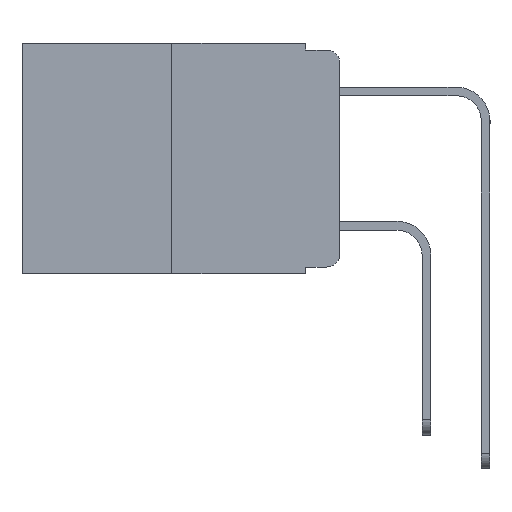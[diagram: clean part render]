
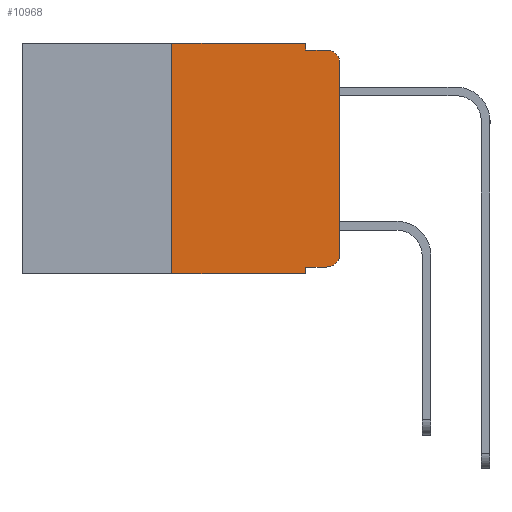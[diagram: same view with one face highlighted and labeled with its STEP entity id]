
A CAD part, left-side view. The second image highlights one B-rep face of the part: STEP entity #10968.
In plain terms, the highlighted planar face has unit normal (-1, 0, 0).
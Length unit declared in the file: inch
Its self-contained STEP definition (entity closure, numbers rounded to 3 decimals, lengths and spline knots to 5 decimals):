
#257 = DIRECTION ( 'NONE',  ( 0., 0., 1. ) ) ;
#483 = CIRCLE ( 'NONE', #5143, 0.02 ) ;
#631 = LINE ( 'NONE', #5763, #14683 ) ;
#793 = DIRECTION ( 'NONE',  ( 0., 0., -1. ) ) ;
#1002 = DIRECTION ( 'NONE',  ( 0., -1., 0. ) ) ;
#1021 = DIRECTION ( 'NONE',  ( 0., 0., -1. ) ) ;
#1059 = FACE_OUTER_BOUND ( 'NONE', #10413, .T. ) ;
#1097 = ORIENTED_EDGE ( 'NONE', *, *, #4629, .T. ) ;
#1100 = VERTEX_POINT ( 'NONE', #4215 ) ;
#1508 = VERTEX_POINT ( 'NONE', #4722 ) ;
#1983 = VERTEX_POINT ( 'NONE', #11391 ) ;
#2220 = VERTEX_POINT ( 'NONE', #11002 ) ;
#2524 = VECTOR ( 'NONE', #1021, 39.37008 ) ;
#2564 = EDGE_CURVE ( 'NONE', #8434, #2220, #16347, .T. ) ;
#2576 = CARTESIAN_POINT ( 'NONE',  ( 0., 0.473, 0. ) ) ;
#2638 = DIRECTION ( 'NONE',  ( 0., 0., -1. ) ) ;
#2684 = AXIS2_PLACEMENT_3D ( 'NONE', #4985, #9159, #793 ) ;
#3186 = LINE ( 'NONE', #10667, #10042 ) ;
#3337 = ORIENTED_EDGE ( 'NONE', *, *, #17218, .F. ) ;
#3610 = ORIENTED_EDGE ( 'NONE', *, *, #10730, .F. ) ;
#4215 = CARTESIAN_POINT ( 'NONE',  ( 0., 0., -0.03 ) ) ;
#4629 = EDGE_CURVE ( 'NONE', #1983, #1508, #14253, .T. ) ;
#4708 = EDGE_CURVE ( 'NONE', #5555, #5931, #13456, .T. ) ;
#4722 = CARTESIAN_POINT ( 'NONE',  ( 0., 0.051, -0.343 ) ) ;
#4985 = CARTESIAN_POINT ( 'NONE',  ( 0., 0.473, 0. ) ) ;
#5143 = AXIS2_PLACEMENT_3D ( 'NONE', #6097, #15329, #7470 ) ;
#5397 = EDGE_CURVE ( 'NONE', #5931, #1100, #10165, .T. ) ;
#5555 = VERTEX_POINT ( 'NONE', #5857 ) ;
#5763 = CARTESIAN_POINT ( 'NONE',  ( 0., 0.051, -0.333 ) ) ;
#5857 = CARTESIAN_POINT ( 'NONE',  ( 0., 0.02, -0.333 ) ) ;
#5903 = VECTOR ( 'NONE', #9448, 39.37008 ) ;
#5910 = CARTESIAN_POINT ( 'NONE',  ( 0., 0.25, 0. ) ) ;
#5931 = VERTEX_POINT ( 'NONE', #15380 ) ;
#6097 = CARTESIAN_POINT ( 'NONE',  ( 0., 0.02, -0.03 ) ) ;
#6227 = CARTESIAN_POINT ( 'NONE',  ( 0., 0., 0. ) ) ;
#6538 = VERTEX_POINT ( 'NONE', #12767 ) ;
#6961 = ORIENTED_EDGE ( 'NONE', *, *, #5397, .T. ) ;
#6986 = VECTOR ( 'NONE', #8111, 39.37008 ) ;
#7252 = VECTOR ( 'NONE', #1002, 39.37008 ) ;
#7470 = DIRECTION ( 'NONE',  ( 0., 0., -1. ) ) ;
#7482 = VECTOR ( 'NONE', #257, 39.37008 ) ;
#8016 = VERTEX_POINT ( 'NONE', #10716 ) ;
#8104 = CARTESIAN_POINT ( 'NONE',  ( 0., 0.051, -0.01 ) ) ;
#8111 = DIRECTION ( 'NONE',  ( 0., -1., 0. ) ) ;
#8434 = VERTEX_POINT ( 'NONE', #8945 ) ;
#8442 = CARTESIAN_POINT ( 'NONE',  ( 0., 0.051, 0. ) ) ;
#8520 = ORIENTED_EDGE ( 'NONE', *, *, #9045, .T. ) ;
#8780 = ORIENTED_EDGE ( 'NONE', *, *, #14722, .T. ) ;
#8945 = CARTESIAN_POINT ( 'NONE',  ( 0., 0.051, 0. ) ) ;
#9045 = EDGE_CURVE ( 'NONE', #1100, #11876, #483, .T. ) ;
#9159 = DIRECTION ( 'NONE',  ( 1., 0., 0. ) ) ;
#9284 = EDGE_CURVE ( 'NONE', #8016, #1508, #3186, .T. ) ;
#9448 = DIRECTION ( 'NONE',  ( 0., -1., 0. ) ) ;
#9535 = ORIENTED_EDGE ( 'NONE', *, *, #9284, .F. ) ;
#9663 = ORIENTED_EDGE ( 'NONE', *, *, #16303, .F. ) ;
#9746 = VECTOR ( 'NONE', #15572, 39.37008 ) ;
#10042 = VECTOR ( 'NONE', #11996, 39.37008 ) ;
#10131 = LINE ( 'NONE', #2576, #6986 ) ;
#10165 = LINE ( 'NONE', #6227, #9746 ) ;
#10207 = AXIS2_PLACEMENT_3D ( 'NONE', #13353, #10850, #2638 ) ;
#10413 = EDGE_LOOP ( 'NONE', ( #6961, #8520, #3337, #16644, #9663, #3610, #1097, #9535, #8780, #14779 ) ) ;
#10667 = CARTESIAN_POINT ( 'NONE',  ( 0., 0.051, 0. ) ) ;
#10716 = CARTESIAN_POINT ( 'NONE',  ( 0., 0.051, -0.333 ) ) ;
#10730 = EDGE_CURVE ( 'NONE', #1983, #6538, #15278, .T. ) ;
#10850 = DIRECTION ( 'NONE',  ( -1., 0., 0. ) ) ;
#10968 = ADVANCED_FACE ( 'NONE', ( #1059 ), #14359, .F. ) ;
#11002 = CARTESIAN_POINT ( 'NONE',  ( 0., 0.051, -0.01 ) ) ;
#11391 = CARTESIAN_POINT ( 'NONE',  ( 0., 0.25, -0.343 ) ) ;
#11876 = VERTEX_POINT ( 'NONE', #14298 ) ;
#11996 = DIRECTION ( 'NONE',  ( 0., 0., -1. ) ) ;
#12601 = LINE ( 'NONE', #8104, #5903 ) ;
#12767 = CARTESIAN_POINT ( 'NONE',  ( 0., 0.25, 0. ) ) ;
#13353 = CARTESIAN_POINT ( 'NONE',  ( 0., 0.02, -0.313 ) ) ;
#13456 = CIRCLE ( 'NONE', #10207, 0.02 ) ;
#13646 = CARTESIAN_POINT ( 'NONE',  ( 0., 0.473, -0.343 ) ) ;
#14253 = LINE ( 'NONE', #13646, #7252 ) ;
#14298 = CARTESIAN_POINT ( 'NONE',  ( 0., 0.02, -0.01 ) ) ;
#14359 = PLANE ( 'NONE',  #2684 ) ;
#14683 = VECTOR ( 'NONE', #15040, 39.37008 ) ;
#14722 = EDGE_CURVE ( 'NONE', #8016, #5555, #631, .T. ) ;
#14779 = ORIENTED_EDGE ( 'NONE', *, *, #4708, .T. ) ;
#15040 = DIRECTION ( 'NONE',  ( 0., -1., 0. ) ) ;
#15278 = LINE ( 'NONE', #5910, #7482 ) ;
#15329 = DIRECTION ( 'NONE',  ( -1., 0., 0. ) ) ;
#15380 = CARTESIAN_POINT ( 'NONE',  ( 0., 0., -0.313 ) ) ;
#15572 = DIRECTION ( 'NONE',  ( 0., 0., 1. ) ) ;
#16303 = EDGE_CURVE ( 'NONE', #6538, #8434, #10131, .T. ) ;
#16347 = LINE ( 'NONE', #8442, #2524 ) ;
#16644 = ORIENTED_EDGE ( 'NONE', *, *, #2564, .F. ) ;
#17218 = EDGE_CURVE ( 'NONE', #2220, #11876, #12601, .T. ) ;
